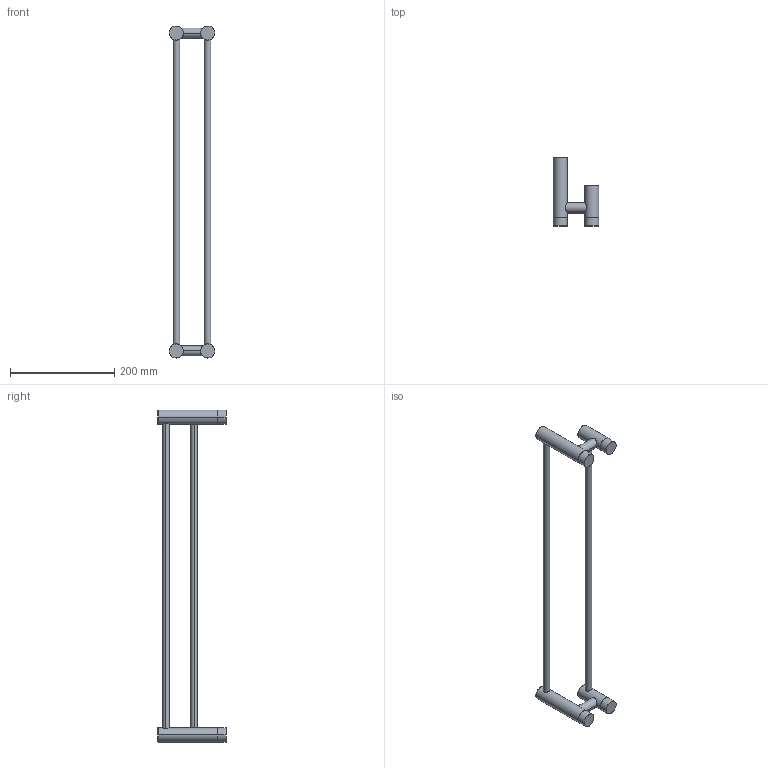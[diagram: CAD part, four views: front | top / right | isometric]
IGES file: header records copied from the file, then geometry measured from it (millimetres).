
Global section: file name: No Iges File Name specified; native system: Autodesk Inventor 2010; preprocessor: AutoDesk Inventor Iges Exporter R2010; author: adaniels; date: 20100420.151656; units: millimetre
Bounding box: 87 x 131 x 637 mm (x, y, z)
Volume: 405967.3 mm3; surface area: 89703.7 mm2
Topology: 1 solids, 1 shells, 80 faces, 216 edges, 148 vertices
Faces by surface type: cylinder 32, torus 32, plane 16
